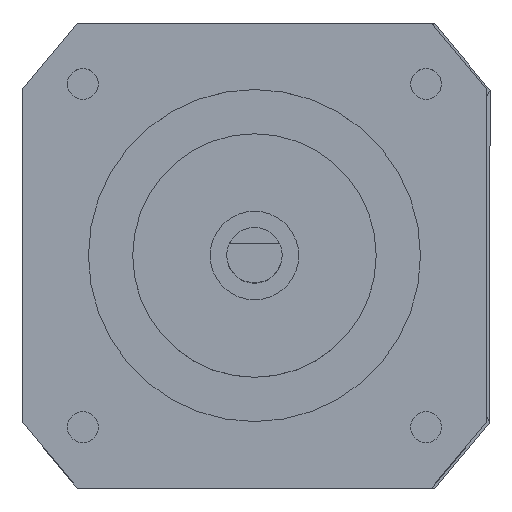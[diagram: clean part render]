
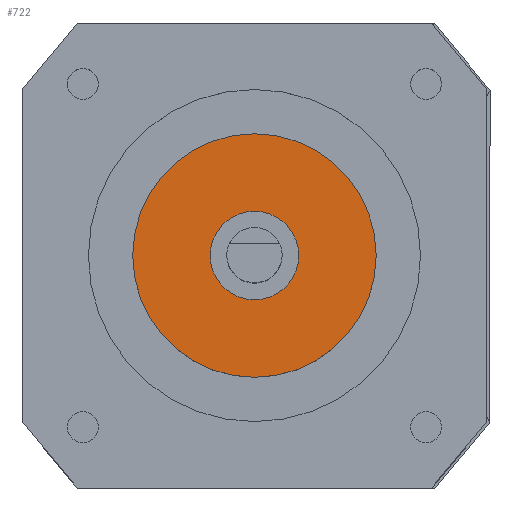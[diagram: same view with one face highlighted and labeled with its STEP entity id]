
A CAD part, top view. The second image highlights one B-rep face of the part: STEP entity #722.
In plain terms, the highlighted face is planar.
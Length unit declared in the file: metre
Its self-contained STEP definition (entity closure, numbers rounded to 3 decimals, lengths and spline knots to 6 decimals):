
#67 = VERTEX_POINT ( 'NONE', #1570 ) ;
#104 = VERTEX_POINT ( 'NONE', #614 ) ;
#110 = DIRECTION ( 'NONE',  ( -1., 0., 0. ) ) ;
#122 = PLANE ( 'NONE',  #1833 ) ;
#241 = CARTESIAN_POINT ( 'NONE',  ( -0.004, 0., -0.002 ) ) ;
#394 = FACE_BOUND ( 'NONE', #3341, .T. ) ;
#550 = EDGE_CURVE ( 'NONE', #3357, #2814, #3898, .T. ) ;
#614 = CARTESIAN_POINT ( 'NONE',  ( 0.011, 0., -0.002 ) ) ;
#660 = ORIENTED_EDGE ( 'NONE', *, *, #2288, .T. ) ;
#671 = EDGE_CURVE ( 'NONE', #2814, #3357, #688, .T. ) ;
#688 = CIRCLE ( 'NONE', #1326, 0.004 ) ;
#702 = CIRCLE ( 'NONE', #1204, 0.011 ) ;
#722 = ADVANCED_FACE ( 'NONE', ( #2857, #394 ), #122, .T. ) ;
#772 = CIRCLE ( 'NONE', #1912, 0.011 ) ;
#997 = CARTESIAN_POINT ( 'NONE',  ( 0., 0., -0.002 ) ) ;
#1049 = DIRECTION ( 'NONE',  ( 0., 0., -1. ) ) ;
#1149 = CARTESIAN_POINT ( 'NONE',  ( 0., 0., -0.002 ) ) ;
#1204 = AXIS2_PLACEMENT_3D ( 'NONE', #2853, #3464, #1359 ) ;
#1326 = AXIS2_PLACEMENT_3D ( 'NONE', #1499, #2139, #3031 ) ;
#1359 = DIRECTION ( 'NONE',  ( -1., 0., 0. ) ) ;
#1376 = DIRECTION ( 'NONE',  ( -1., 0., 0. ) ) ;
#1434 = ORIENTED_EDGE ( 'NONE', *, *, #550, .F. ) ;
#1499 = CARTESIAN_POINT ( 'NONE',  ( 0., 0., -0.002 ) ) ;
#1570 = CARTESIAN_POINT ( 'NONE',  ( -0.011, 0., -0.002 ) ) ;
#1668 = DIRECTION ( 'NONE',  ( 0., 0., -1. ) ) ;
#1833 = AXIS2_PLACEMENT_3D ( 'NONE', #3678, #1049, #2522 ) ;
#1912 = AXIS2_PLACEMENT_3D ( 'NONE', #1149, #1668, #1376 ) ;
#2088 = AXIS2_PLACEMENT_3D ( 'NONE', #997, #3666, #110 ) ;
#2139 = DIRECTION ( 'NONE',  ( 0., 0., -1. ) ) ;
#2236 = EDGE_LOOP ( 'NONE', ( #660, #2818 ) ) ;
#2288 = EDGE_CURVE ( 'NONE', #104, #67, #702, .T. ) ;
#2522 = DIRECTION ( 'NONE',  ( -1., 0., 0. ) ) ;
#2628 = ORIENTED_EDGE ( 'NONE', *, *, #671, .F. ) ;
#2690 = EDGE_CURVE ( 'NONE', #67, #104, #772, .T. ) ;
#2814 = VERTEX_POINT ( 'NONE', #241 ) ;
#2818 = ORIENTED_EDGE ( 'NONE', *, *, #2690, .T. ) ;
#2853 = CARTESIAN_POINT ( 'NONE',  ( 0., 0., -0.002 ) ) ;
#2857 = FACE_OUTER_BOUND ( 'NONE', #2236, .T. ) ;
#3031 = DIRECTION ( 'NONE',  ( -1., 0., 0. ) ) ;
#3217 = CARTESIAN_POINT ( 'NONE',  ( 0.004, 0., -0.002 ) ) ;
#3341 = EDGE_LOOP ( 'NONE', ( #1434, #2628 ) ) ;
#3357 = VERTEX_POINT ( 'NONE', #3217 ) ;
#3464 = DIRECTION ( 'NONE',  ( 0., 0., -1. ) ) ;
#3666 = DIRECTION ( 'NONE',  ( 0., 0., -1. ) ) ;
#3678 = CARTESIAN_POINT ( 'NONE',  ( 0., 0., -0.002 ) ) ;
#3898 = CIRCLE ( 'NONE', #2088, 0.004 ) ;
